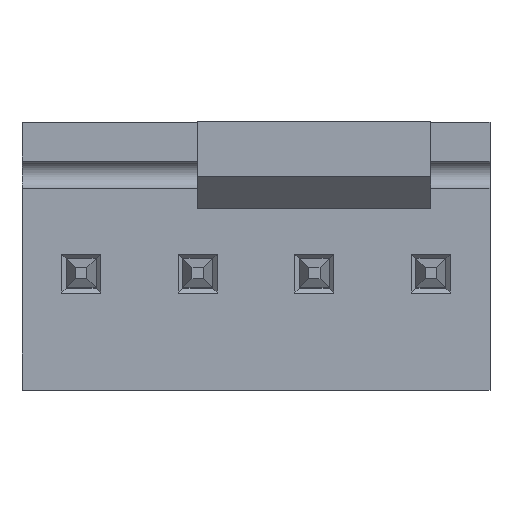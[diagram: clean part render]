
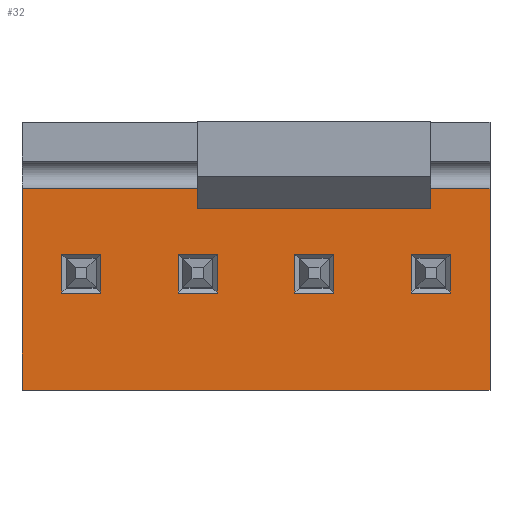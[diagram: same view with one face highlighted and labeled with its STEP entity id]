
A CAD part, top view. The second image highlights one B-rep face of the part: STEP entity #32.
In plain terms, the highlighted planar face has unit normal (0, 0, 1).
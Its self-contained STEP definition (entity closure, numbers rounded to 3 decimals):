
#32 = ADVANCED_FACE('',(#33,#67,#133,#167,#201),#235,.F.);
#33 = FACE_BOUND('',#34,.F.);
#34 = EDGE_LOOP('',(#35,#45,#53,#61));
#35 = ORIENTED_EDGE('',*,*,#36,.F.);
#36 = EDGE_CURVE('',#37,#39,#41,.T.);
#37 = VERTEX_POINT('',#38);
#38 = CARTESIAN_POINT('',(-4.235,-0.425,2.5));
#39 = VERTEX_POINT('',#40);
#40 = CARTESIAN_POINT('',(-4.235,0.425,2.5));
#41 = LINE('',#42,#43);
#42 = CARTESIAN_POINT('',(-4.235,-0.325,2.5));
#43 = VECTOR('',#44,1.);
#44 = DIRECTION('',(0.,1.,0.));
#45 = ORIENTED_EDGE('',*,*,#46,.F.);
#46 = EDGE_CURVE('',#47,#37,#49,.T.);
#47 = VERTEX_POINT('',#48);
#48 = CARTESIAN_POINT('',(-3.385,-0.425,2.5));
#49 = LINE('',#50,#51);
#50 = CARTESIAN_POINT('',(-3.485,-0.425,2.5));
#51 = VECTOR('',#52,1.);
#52 = DIRECTION('',(-1.,-0.,0.));
#53 = ORIENTED_EDGE('',*,*,#54,.F.);
#54 = EDGE_CURVE('',#55,#47,#57,.T.);
#55 = VERTEX_POINT('',#56);
#56 = CARTESIAN_POINT('',(-3.385,0.425,2.5));
#57 = LINE('',#58,#59);
#58 = CARTESIAN_POINT('',(-3.385,0.325,2.5));
#59 = VECTOR('',#60,1.);
#60 = DIRECTION('',(0.,-1.,0.));
#61 = ORIENTED_EDGE('',*,*,#62,.F.);
#62 = EDGE_CURVE('',#39,#55,#63,.T.);
#63 = LINE('',#64,#65);
#64 = CARTESIAN_POINT('',(-4.135,0.425,2.5));
#65 = VECTOR('',#66,1.);
#66 = DIRECTION('',(1.,0.,0.));
#67 = FACE_BOUND('',#68,.F.);
#68 = EDGE_LOOP('',(#69,#79,#87,#95,#103,#111,#119,#127));
#69 = ORIENTED_EDGE('',*,*,#70,.F.);
#70 = EDGE_CURVE('',#71,#73,#75,.T.);
#71 = VERTEX_POINT('',#72);
#72 = CARTESIAN_POINT('',(-5.1,1.85,2.5));
#73 = VERTEX_POINT('',#74);
#74 = CARTESIAN_POINT('',(-5.1,-2.54,2.5));
#75 = LINE('',#76,#77);
#76 = CARTESIAN_POINT('',(-5.1,3.3,2.5));
#77 = VECTOR('',#78,1.);
#78 = DIRECTION('',(0.,-1.,0.));
#79 = ORIENTED_EDGE('',*,*,#80,.T.);
#80 = EDGE_CURVE('',#71,#81,#83,.T.);
#81 = VERTEX_POINT('',#82);
#82 = CARTESIAN_POINT('',(-1.27,1.85,2.5));
#83 = LINE('',#84,#85);
#84 = CARTESIAN_POINT('',(-5.1,1.85,2.5));
#85 = VECTOR('',#86,1.);
#86 = DIRECTION('',(1.,0.,0.));
#87 = ORIENTED_EDGE('',*,*,#88,.T.);
#88 = EDGE_CURVE('',#81,#89,#91,.T.);
#89 = VERTEX_POINT('',#90);
#90 = CARTESIAN_POINT('',(3.81,1.85,2.5));
#91 = LINE('',#92,#93);
#92 = CARTESIAN_POINT('',(-5.1,1.85,2.5));
#93 = VECTOR('',#94,1.);
#94 = DIRECTION('',(1.,0.,0.));
#95 = ORIENTED_EDGE('',*,*,#96,.T.);
#96 = EDGE_CURVE('',#89,#97,#99,.T.);
#97 = VERTEX_POINT('',#98);
#98 = CARTESIAN_POINT('',(5.1,1.85,2.5));
#99 = LINE('',#100,#101);
#100 = CARTESIAN_POINT('',(-5.1,1.85,2.5));
#101 = VECTOR('',#102,1.);
#102 = DIRECTION('',(1.,0.,0.));
#103 = ORIENTED_EDGE('',*,*,#104,.T.);
#104 = EDGE_CURVE('',#97,#105,#107,.T.);
#105 = VERTEX_POINT('',#106);
#106 = CARTESIAN_POINT('',(5.1,-2.54,2.5));
#107 = LINE('',#108,#109);
#108 = CARTESIAN_POINT('',(5.1,3.3,2.5));
#109 = VECTOR('',#110,1.);
#110 = DIRECTION('',(0.,-1.,0.));
#111 = ORIENTED_EDGE('',*,*,#112,.F.);
#112 = EDGE_CURVE('',#113,#105,#115,.T.);
#113 = VERTEX_POINT('',#114);
#114 = CARTESIAN_POINT('',(3.81,-2.54,2.5));
#115 = LINE('',#116,#117);
#116 = CARTESIAN_POINT('',(-5.1,-2.54,2.5));
#117 = VECTOR('',#118,1.);
#118 = DIRECTION('',(1.,0.,0.));
#119 = ORIENTED_EDGE('',*,*,#120,.F.);
#120 = EDGE_CURVE('',#121,#113,#123,.T.);
#121 = VERTEX_POINT('',#122);
#122 = CARTESIAN_POINT('',(-1.27,-2.54,2.5));
#123 = LINE('',#124,#125);
#124 = CARTESIAN_POINT('',(-5.1,-2.54,2.5));
#125 = VECTOR('',#126,1.);
#126 = DIRECTION('',(1.,0.,0.));
#127 = ORIENTED_EDGE('',*,*,#128,.F.);
#128 = EDGE_CURVE('',#73,#121,#129,.T.);
#129 = LINE('',#130,#131);
#130 = CARTESIAN_POINT('',(-5.1,-2.54,2.5));
#131 = VECTOR('',#132,1.);
#132 = DIRECTION('',(1.,0.,0.));
#133 = FACE_BOUND('',#134,.F.);
#134 = EDGE_LOOP('',(#135,#145,#153,#161));
#135 = ORIENTED_EDGE('',*,*,#136,.F.);
#136 = EDGE_CURVE('',#137,#139,#141,.T.);
#137 = VERTEX_POINT('',#138);
#138 = CARTESIAN_POINT('',(-1.695,-0.425,2.5));
#139 = VERTEX_POINT('',#140);
#140 = CARTESIAN_POINT('',(-1.695,0.425,2.5));
#141 = LINE('',#142,#143);
#142 = CARTESIAN_POINT('',(-1.695,-0.325,2.5));
#143 = VECTOR('',#144,1.);
#144 = DIRECTION('',(0.,1.,0.));
#145 = ORIENTED_EDGE('',*,*,#146,.F.);
#146 = EDGE_CURVE('',#147,#137,#149,.T.);
#147 = VERTEX_POINT('',#148);
#148 = CARTESIAN_POINT('',(-0.845,-0.425,2.5));
#149 = LINE('',#150,#151);
#150 = CARTESIAN_POINT('',(-0.945,-0.425,2.5));
#151 = VECTOR('',#152,1.);
#152 = DIRECTION('',(-1.,-0.,0.));
#153 = ORIENTED_EDGE('',*,*,#154,.F.);
#154 = EDGE_CURVE('',#155,#147,#157,.T.);
#155 = VERTEX_POINT('',#156);
#156 = CARTESIAN_POINT('',(-0.845,0.425,2.5));
#157 = LINE('',#158,#159);
#158 = CARTESIAN_POINT('',(-0.845,0.325,2.5));
#159 = VECTOR('',#160,1.);
#160 = DIRECTION('',(0.,-1.,0.));
#161 = ORIENTED_EDGE('',*,*,#162,.F.);
#162 = EDGE_CURVE('',#139,#155,#163,.T.);
#163 = LINE('',#164,#165);
#164 = CARTESIAN_POINT('',(-1.595,0.425,2.5));
#165 = VECTOR('',#166,1.);
#166 = DIRECTION('',(1.,0.,0.));
#167 = FACE_BOUND('',#168,.F.);
#168 = EDGE_LOOP('',(#169,#179,#187,#195));
#169 = ORIENTED_EDGE('',*,*,#170,.F.);
#170 = EDGE_CURVE('',#171,#173,#175,.T.);
#171 = VERTEX_POINT('',#172);
#172 = CARTESIAN_POINT('',(0.845,-0.425,2.5));
#173 = VERTEX_POINT('',#174);
#174 = CARTESIAN_POINT('',(0.845,0.425,2.5));
#175 = LINE('',#176,#177);
#176 = CARTESIAN_POINT('',(0.845,-0.325,2.5));
#177 = VECTOR('',#178,1.);
#178 = DIRECTION('',(0.,1.,0.));
#179 = ORIENTED_EDGE('',*,*,#180,.F.);
#180 = EDGE_CURVE('',#181,#171,#183,.T.);
#181 = VERTEX_POINT('',#182);
#182 = CARTESIAN_POINT('',(1.695,-0.425,2.5));
#183 = LINE('',#184,#185);
#184 = CARTESIAN_POINT('',(1.595,-0.425,2.5));
#185 = VECTOR('',#186,1.);
#186 = DIRECTION('',(-1.,-0.,0.));
#187 = ORIENTED_EDGE('',*,*,#188,.F.);
#188 = EDGE_CURVE('',#189,#181,#191,.T.);
#189 = VERTEX_POINT('',#190);
#190 = CARTESIAN_POINT('',(1.695,0.425,2.5));
#191 = LINE('',#192,#193);
#192 = CARTESIAN_POINT('',(1.695,0.325,2.5));
#193 = VECTOR('',#194,1.);
#194 = DIRECTION('',(0.,-1.,0.));
#195 = ORIENTED_EDGE('',*,*,#196,.F.);
#196 = EDGE_CURVE('',#173,#189,#197,.T.);
#197 = LINE('',#198,#199);
#198 = CARTESIAN_POINT('',(0.945,0.425,2.5));
#199 = VECTOR('',#200,1.);
#200 = DIRECTION('',(1.,0.,0.));
#201 = FACE_BOUND('',#202,.F.);
#202 = EDGE_LOOP('',(#203,#213,#221,#229));
#203 = ORIENTED_EDGE('',*,*,#204,.F.);
#204 = EDGE_CURVE('',#205,#207,#209,.T.);
#205 = VERTEX_POINT('',#206);
#206 = CARTESIAN_POINT('',(3.385,-0.425,2.5));
#207 = VERTEX_POINT('',#208);
#208 = CARTESIAN_POINT('',(3.385,0.425,2.5));
#209 = LINE('',#210,#211);
#210 = CARTESIAN_POINT('',(3.385,-0.325,2.5));
#211 = VECTOR('',#212,1.);
#212 = DIRECTION('',(0.,1.,0.));
#213 = ORIENTED_EDGE('',*,*,#214,.F.);
#214 = EDGE_CURVE('',#215,#205,#217,.T.);
#215 = VERTEX_POINT('',#216);
#216 = CARTESIAN_POINT('',(4.235,-0.425,2.5));
#217 = LINE('',#218,#219);
#218 = CARTESIAN_POINT('',(4.135,-0.425,2.5));
#219 = VECTOR('',#220,1.);
#220 = DIRECTION('',(-1.,-0.,0.));
#221 = ORIENTED_EDGE('',*,*,#222,.F.);
#222 = EDGE_CURVE('',#223,#215,#225,.T.);
#223 = VERTEX_POINT('',#224);
#224 = CARTESIAN_POINT('',(4.235,0.425,2.5));
#225 = LINE('',#226,#227);
#226 = CARTESIAN_POINT('',(4.235,0.325,2.5));
#227 = VECTOR('',#228,1.);
#228 = DIRECTION('',(0.,-1.,0.));
#229 = ORIENTED_EDGE('',*,*,#230,.F.);
#230 = EDGE_CURVE('',#207,#223,#231,.T.);
#231 = LINE('',#232,#233);
#232 = CARTESIAN_POINT('',(3.485,0.425,2.5));
#233 = VECTOR('',#234,1.);
#234 = DIRECTION('',(1.,0.,0.));
#235 = PLANE('',#236);
#236 = AXIS2_PLACEMENT_3D('',#237,#238,#239);
#237 = CARTESIAN_POINT('',(-5.1,1.85,2.5));
#238 = DIRECTION('',(0.,0.,-1.));
#239 = DIRECTION('',(-1.,0.,0.));
